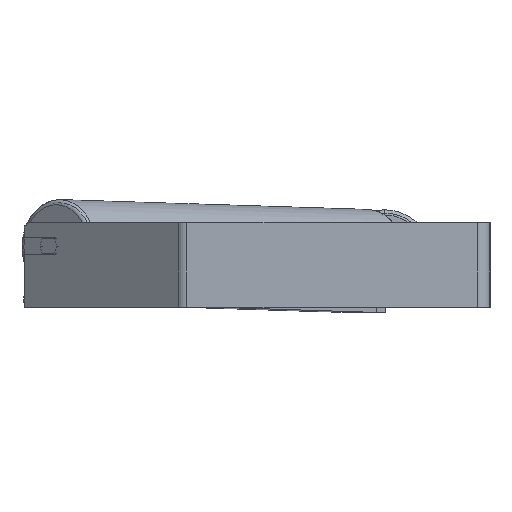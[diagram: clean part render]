
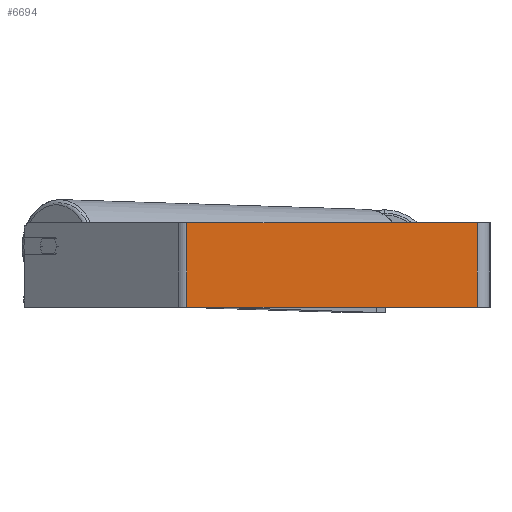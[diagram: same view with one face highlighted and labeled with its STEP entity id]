
A CAD part, left-side view. The second image highlights one B-rep face of the part: STEP entity #6694.
In plain terms, the highlighted planar face has unit normal (-1, 0, 0).
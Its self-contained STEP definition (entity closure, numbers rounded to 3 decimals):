
#1001 = LINE ( 'NONE', #5263, #3326 ) ;
#1095 = DIRECTION ( 'NONE',  ( 1., 0., 0. ) ) ;
#1140 = PLANE ( 'NONE',  #2571 ) ;
#1181 = ORIENTED_EDGE ( 'NONE', *, *, #7554, .F. ) ;
#1484 = CARTESIAN_POINT ( 'NONE',  ( -745., 292.458, -40. ) ) ;
#2295 = DIRECTION ( 'NONE',  ( 0., 0., -1. ) ) ;
#2316 = ORIENTED_EDGE ( 'NONE', *, *, #7756, .T. ) ;
#2532 = VERTEX_POINT ( 'NONE', #9255 ) ;
#2571 = AXIS2_PLACEMENT_3D ( 'NONE', #4666, #1095, #4848 ) ;
#2713 = VECTOR ( 'NONE', #6457, 1000. ) ;
#3022 = VECTOR ( 'NONE', #2295, 1000. ) ;
#3326 = VECTOR ( 'NONE', #7439, 1000. ) ;
#3455 = LINE ( 'NONE', #4871, #6026 ) ;
#3590 = LINE ( 'NONE', #1484, #2713 ) ;
#3619 = EDGE_LOOP ( 'NONE', ( #2316, #1181, #8277, #5172 ) ) ;
#4666 = CARTESIAN_POINT ( 'NONE',  ( -745., 292.458, 40. ) ) ;
#4848 = DIRECTION ( 'NONE',  ( 0., 1., 0. ) ) ;
#4871 = CARTESIAN_POINT ( 'NONE',  ( -745., 12., 40. ) ) ;
#5172 = ORIENTED_EDGE ( 'NONE', *, *, #6600, .T. ) ;
#5263 = CARTESIAN_POINT ( 'NONE',  ( -745., 292.458, 40. ) ) ;
#5573 = CARTESIAN_POINT ( 'NONE',  ( -745., 12., -40. ) ) ;
#5675 = CARTESIAN_POINT ( 'NONE',  ( -745., 12., 40. ) ) ;
#6026 = VECTOR ( 'NONE', #6235, 1000. ) ;
#6235 = DIRECTION ( 'NONE',  ( 0., 0., -1. ) ) ;
#6419 = EDGE_CURVE ( 'NONE', #2532, #8796, #1001, .T. ) ;
#6457 = DIRECTION ( 'NONE',  ( 0., -1., 0. ) ) ;
#6600 = EDGE_CURVE ( 'NONE', #2532, #6729, #7315, .T. ) ;
#6601 = CARTESIAN_POINT ( 'NONE',  ( -745., 288.09, 40. ) ) ;
#6694 = ADVANCED_FACE ( 'NONE', ( #7587 ), #1140, .F. ) ;
#6729 = VERTEX_POINT ( 'NONE', #6972 ) ;
#6972 = CARTESIAN_POINT ( 'NONE',  ( -745., 288.09, -40. ) ) ;
#7315 = LINE ( 'NONE', #6601, #3022 ) ;
#7439 = DIRECTION ( 'NONE',  ( 0., -1., 0. ) ) ;
#7554 = EDGE_CURVE ( 'NONE', #8796, #9195, #3455, .T. ) ;
#7587 = FACE_OUTER_BOUND ( 'NONE', #3619, .T. ) ;
#7756 = EDGE_CURVE ( 'NONE', #6729, #9195, #3590, .T. ) ;
#8277 = ORIENTED_EDGE ( 'NONE', *, *, #6419, .F. ) ;
#8796 = VERTEX_POINT ( 'NONE', #5675 ) ;
#9195 = VERTEX_POINT ( 'NONE', #5573 ) ;
#9255 = CARTESIAN_POINT ( 'NONE',  ( -745., 288.09, 40. ) ) ;
